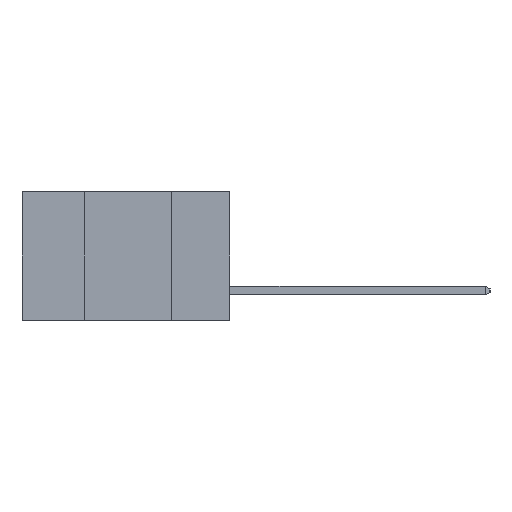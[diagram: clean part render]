
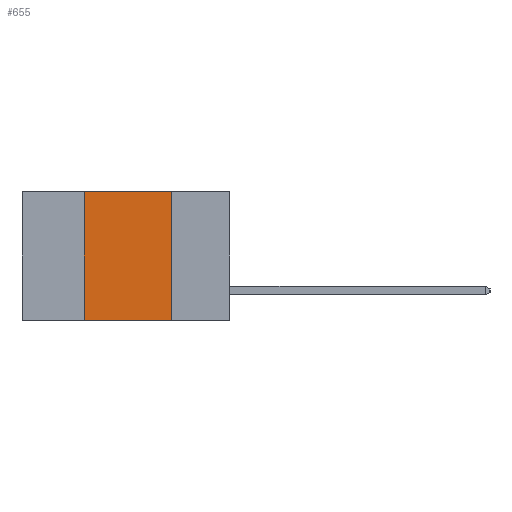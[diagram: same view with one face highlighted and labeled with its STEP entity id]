
A CAD part, left-side view. The second image highlights one B-rep face of the part: STEP entity #655.
In plain terms, the highlighted planar face has unit normal (-1, 0, 0).
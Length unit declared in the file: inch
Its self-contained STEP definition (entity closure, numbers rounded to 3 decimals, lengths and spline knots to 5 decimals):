
#94 = CARTESIAN_POINT ( 'NONE',  ( 0., 0.42, 0. ) ) ;
#392 = CARTESIAN_POINT ( 'NONE',  ( 0., 0.17, -0.37 ) ) ;
#557 = DIRECTION ( 'NONE',  ( 0., 0., 1. ) ) ;
#655 = ADVANCED_FACE ( 'NONE', ( #18792 ), #12638, .F. ) ;
#736 = LINE ( 'NONE', #5364, #4518 ) ;
#1455 = CARTESIAN_POINT ( 'NONE',  ( 0., 0.17, -0.37 ) ) ;
#1677 = DIRECTION ( 'NONE',  ( 0., -1., 0. ) ) ;
#2504 = VERTEX_POINT ( 'NONE', #94 ) ;
#2794 = EDGE_LOOP ( 'NONE', ( #8893, #10138, #15334, #13412 ) ) ;
#4283 = LINE ( 'NONE', #1455, #11949 ) ;
#4518 = VECTOR ( 'NONE', #557, 39.37008 ) ;
#5364 = CARTESIAN_POINT ( 'NONE',  ( 0., 0.42, -0.37 ) ) ;
#6304 = LINE ( 'NONE', #9492, #9934 ) ;
#6615 = VERTEX_POINT ( 'NONE', #16499 ) ;
#7176 = EDGE_CURVE ( 'NONE', #6615, #15627, #4283, .T. ) ;
#8743 = EDGE_CURVE ( 'NONE', #17989, #15627, #6304, .T. ) ;
#8893 = ORIENTED_EDGE ( 'NONE', *, *, #7176, .F. ) ;
#9228 = CARTESIAN_POINT ( 'NONE',  ( 0., 0.42, -0.37 ) ) ;
#9492 = CARTESIAN_POINT ( 'NONE',  ( 0., 0.6, -0.37 ) ) ;
#9934 = VECTOR ( 'NONE', #1677, 39.37008 ) ;
#10138 = ORIENTED_EDGE ( 'NONE', *, *, #14002, .F. ) ;
#10161 = CARTESIAN_POINT ( 'NONE',  ( 0., 0.6, 0. ) ) ;
#10330 = AXIS2_PLACEMENT_3D ( 'NONE', #17776, #17310, #18519 ) ;
#11949 = VECTOR ( 'NONE', #19980, 39.37008 ) ;
#12638 = PLANE ( 'NONE',  #10330 ) ;
#12966 = EDGE_CURVE ( 'NONE', #17989, #2504, #736, .T. ) ;
#13412 = ORIENTED_EDGE ( 'NONE', *, *, #8743, .T. ) ;
#13968 = LINE ( 'NONE', #10161, #14467 ) ;
#14002 = EDGE_CURVE ( 'NONE', #2504, #6615, #13968, .T. ) ;
#14467 = VECTOR ( 'NONE', #19365, 39.37008 ) ;
#15334 = ORIENTED_EDGE ( 'NONE', *, *, #12966, .F. ) ;
#15627 = VERTEX_POINT ( 'NONE', #392 ) ;
#16499 = CARTESIAN_POINT ( 'NONE',  ( 0., 0.17, 0. ) ) ;
#17310 = DIRECTION ( 'NONE',  ( 1., 0., 0. ) ) ;
#17776 = CARTESIAN_POINT ( 'NONE',  ( 0., 0.6, 0. ) ) ;
#17989 = VERTEX_POINT ( 'NONE', #9228 ) ;
#18519 = DIRECTION ( 'NONE',  ( 0., 0., -1. ) ) ;
#18792 = FACE_OUTER_BOUND ( 'NONE', #2794, .T. ) ;
#19365 = DIRECTION ( 'NONE',  ( 0., -1., 0. ) ) ;
#19980 = DIRECTION ( 'NONE',  ( 0., 0., -1. ) ) ;
